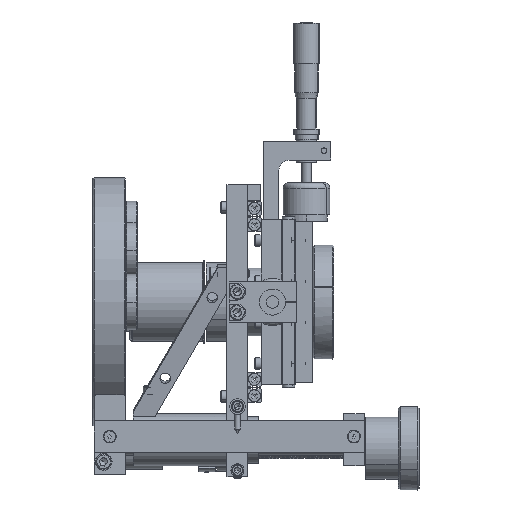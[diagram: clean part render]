
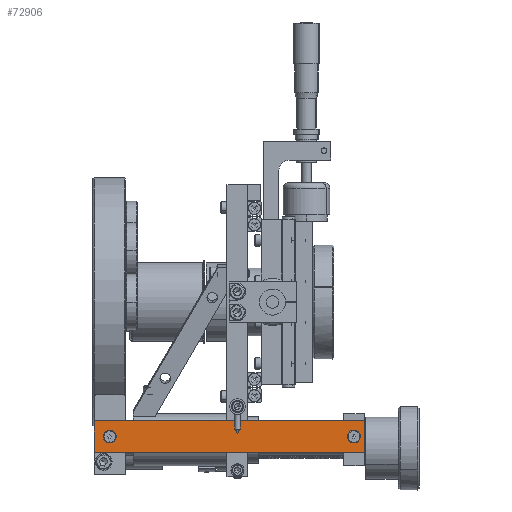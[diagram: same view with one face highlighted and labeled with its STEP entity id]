
A CAD part, left-side view. The second image highlights one B-rep face of the part: STEP entity #72906.
In plain terms, the highlighted planar face has unit normal (-1, 0, 0).
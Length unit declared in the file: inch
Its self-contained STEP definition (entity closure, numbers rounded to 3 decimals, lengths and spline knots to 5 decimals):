
#15570 = LINE ( 'NONE', #27505, #15571 ) ;
#15571 = VECTOR ( 'NONE', #27506, 39.37008 ) ;
#15572 = LINE ( 'NONE', #27515, #15581 ) ;
#15573 = VECTOR ( 'NONE', #27516, 39.37008 ) ;
#15577 = LINE ( 'NONE', #27508, #15573 ) ;
#15581 = VECTOR ( 'NONE', #27520, 39.37008 ) ;
#15589 = CIRCLE ( 'NONE', #16540, 0.1395 ) ;
#15591 = VECTOR ( 'NONE', #27549, 39.37008 ) ;
#15600 = LINE ( 'NONE', #27542, #15591 ) ;
#15602 = CIRCLE ( 'NONE', #16550, 0.1395 ) ;
#15604 = CIRCLE ( 'NONE', #16545, 0.1395 ) ;
#15605 = CIRCLE ( 'NONE', #16552, 0.1395 ) ;
#16540 = AXIS2_PLACEMENT_3D ( 'NONE', #27524, #27526, #27527 ) ;
#16545 = AXIS2_PLACEMENT_3D ( 'NONE', #27553, #27555, #27556 ) ;
#16550 = AXIS2_PLACEMENT_3D ( 'NONE', #27548, #27551, #27552 ) ;
#16552 = AXIS2_PLACEMENT_3D ( 'NONE', #27550, #27557, #27558 ) ;
#27505 = CARTESIAN_POINT ( 'NONE',  ( -2.125, -6.501, -2.845 ) ) ;
#27506 = DIRECTION ( 'NONE',  ( 0., 1., 0. ) ) ;
#27508 = CARTESIAN_POINT ( 'NONE',  ( -2.125, -6.501, -3.595 ) ) ;
#27515 = CARTESIAN_POINT ( 'NONE',  ( -2.125, -0.03, -3.595 ) ) ;
#27516 = DIRECTION ( 'NONE',  ( 0., 0., 1. ) ) ;
#27520 = DIRECTION ( 'NONE',  ( 0., 0., -1. ) ) ;
#27524 = CARTESIAN_POINT ( 'NONE',  ( -2.125, -0.405, -3.22 ) ) ;
#27526 = DIRECTION ( 'NONE',  ( -1., 0., 0. ) ) ;
#27527 = DIRECTION ( 'NONE',  ( 0., 0., -1. ) ) ;
#27542 = CARTESIAN_POINT ( 'NONE',  ( -2.125, -6.501, -3.595 ) ) ;
#27548 = CARTESIAN_POINT ( 'NONE',  ( -2.125, -6.251, -3.22 ) ) ;
#27549 = DIRECTION ( 'NONE',  ( 0., -1., 0. ) ) ;
#27550 = CARTESIAN_POINT ( 'NONE',  ( -2.125, -0.405, -3.22 ) ) ;
#27551 = DIRECTION ( 'NONE',  ( -1., 0., 0. ) ) ;
#27552 = DIRECTION ( 'NONE',  ( 0., 0., -1. ) ) ;
#27553 = CARTESIAN_POINT ( 'NONE',  ( -2.125, -6.251, -3.22 ) ) ;
#27555 = DIRECTION ( 'NONE',  ( -1., 0., 0. ) ) ;
#27556 = DIRECTION ( 'NONE',  ( 0., 0., -1. ) ) ;
#27557 = DIRECTION ( 'NONE',  ( -1., 0., 0. ) ) ;
#27558 = DIRECTION ( 'NONE',  ( 0., 0., -1. ) ) ;
#39460 = CARTESIAN_POINT ( 'NONE',  ( -2.125, -6.501, -2.845 ) ) ;
#39462 = CARTESIAN_POINT ( 'NONE',  ( -2.125, -6.501, -3.595 ) ) ;
#39465 = CARTESIAN_POINT ( 'NONE',  ( -2.125, -0.03, -2.845 ) ) ;
#39469 = CARTESIAN_POINT ( 'NONE',  ( -2.125, -0.03, -3.595 ) ) ;
#39477 = CARTESIAN_POINT ( 'NONE',  ( -2.125, -6.251, -3.3595 ) ) ;
#39479 = CARTESIAN_POINT ( 'NONE',  ( -2.125, -6.251, -3.0805 ) ) ;
#39481 = CARTESIAN_POINT ( 'NONE',  ( -2.125, -0.405, -3.3595 ) ) ;
#39482 = CARTESIAN_POINT ( 'NONE',  ( -2.125, -0.405, -3.0805 ) ) ;
#40810 = VERTEX_POINT ( 'NONE', #39460 ) ;
#40812 = VERTEX_POINT ( 'NONE', #39462 ) ;
#40816 = VERTEX_POINT ( 'NONE', #39465 ) ;
#40819 = VERTEX_POINT ( 'NONE', #39469 ) ;
#40826 = VERTEX_POINT ( 'NONE', #39477 ) ;
#40828 = VERTEX_POINT ( 'NONE', #39479 ) ;
#40829 = VERTEX_POINT ( 'NONE', #39481 ) ;
#40831 = VERTEX_POINT ( 'NONE', #39482 ) ;
#72206 = AXIS2_PLACEMENT_3D ( 'NONE', #98634, #98652, #98654 ) ;
#72906 = ADVANCED_FACE ( 'NONE', ( #87500, #87479, #87533 ), #98632, .F. ) ;
#74633 = EDGE_CURVE ( 'NONE', #40810, #40816, #15570, .T. ) ;
#74637 = EDGE_CURVE ( 'NONE', #40812, #40810, #15577, .T. ) ;
#74639 = EDGE_CURVE ( 'NONE', #40816, #40819, #15572, .T. ) ;
#74642 = EDGE_CURVE ( 'NONE', #40831, #40829, #15589, .T. ) ;
#74651 = EDGE_CURVE ( 'NONE', #40819, #40812, #15600, .T. ) ;
#74652 = EDGE_CURVE ( 'NONE', #40828, #40826, #15602, .T. ) ;
#74653 = EDGE_CURVE ( 'NONE', #40826, #40828, #15604, .T. ) ;
#74654 = EDGE_CURVE ( 'NONE', #40829, #40831, #15605, .T. ) ;
#75362 = ORIENTED_EDGE ( 'NONE', *, *, #74653, .F. ) ;
#75363 = ORIENTED_EDGE ( 'NONE', *, *, #74652, .F. ) ;
#75364 = ORIENTED_EDGE ( 'NONE', *, *, #74654, .F. ) ;
#75365 = ORIENTED_EDGE ( 'NONE', *, *, #74642, .F. ) ;
#75366 = ORIENTED_EDGE ( 'NONE', *, *, #74651, .T. ) ;
#75367 = ORIENTED_EDGE ( 'NONE', *, *, #74637, .T. ) ;
#75368 = ORIENTED_EDGE ( 'NONE', *, *, #74633, .T. ) ;
#75369 = ORIENTED_EDGE ( 'NONE', *, *, #74639, .T. ) ;
#76895 = EDGE_LOOP ( 'NONE', ( #75362, #75363 ) ) ;
#76896 = EDGE_LOOP ( 'NONE', ( #75364, #75365 ) ) ;
#76897 = EDGE_LOOP ( 'NONE', ( #75366, #75367, #75368, #75369 ) ) ;
#87479 = FACE_BOUND ( 'NONE', #76896, .T. ) ;
#87500 = FACE_BOUND ( 'NONE', #76895, .T. ) ;
#87533 = FACE_OUTER_BOUND ( 'NONE', #76897, .T. ) ;
#98632 = PLANE ( 'NONE',  #72206 ) ;
#98634 = CARTESIAN_POINT ( 'NONE',  ( -2.125, -0.03, -3.595 ) ) ;
#98652 = DIRECTION ( 'NONE',  ( 1., 0., 0. ) ) ;
#98654 = DIRECTION ( 'NONE',  ( 0., 0., 1. ) ) ;
